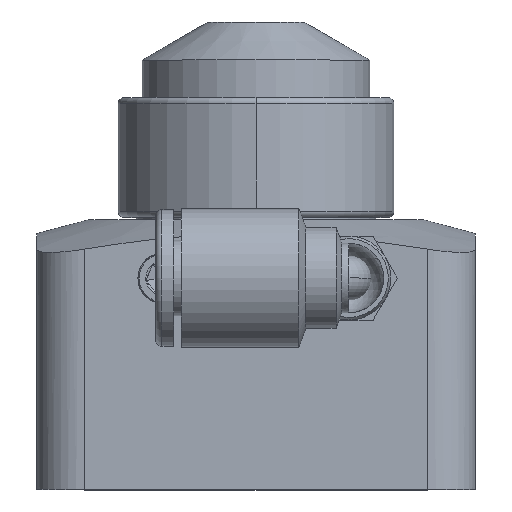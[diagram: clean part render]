
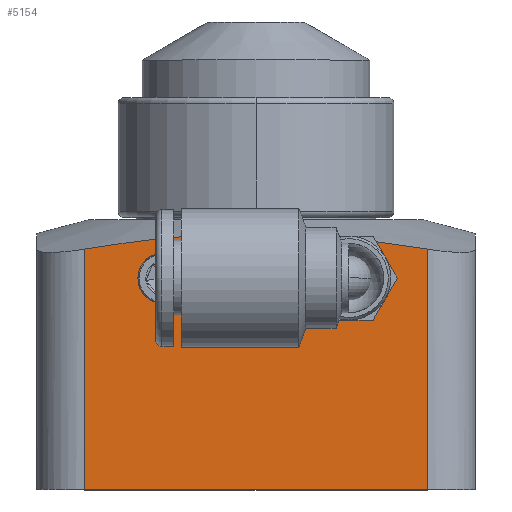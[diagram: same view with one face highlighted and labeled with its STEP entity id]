
A CAD part, top view. The second image highlights one B-rep face of the part: STEP entity #5154.
In plain terms, the highlighted planar face has unit normal (0, 0, 1).
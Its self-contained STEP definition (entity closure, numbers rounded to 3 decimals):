
#6=DIRECTION('',(1.,0.,0.));
#7=VECTOR('',#6,28.6);
#8=CARTESIAN_POINT('',(-14.3,0.,18.3));
#9=LINE('',#8,#7);
#87=CARTESIAN_POINT('',(-14.3,20.028,18.3));
#110=CARTESIAN_POINT('',(9.265,20.755,18.3));
#115=CARTESIAN_POINT('',(6.946,21.006,18.3));
#140=CARTESIAN_POINT('',(7.75,17.6,18.3));
#141=DIRECTION('',(0.,0.,1.));
#142=DIRECTION('',(-0.23,0.973,0.));
#143=AXIS2_PLACEMENT_3D('',#140,#141,#142);
#145=CARTESIAN_POINT('',(7.75,17.6,18.3));
#146=DIRECTION('',(0.,0.,1.));
#147=DIRECTION('',(0.,-1.,0.));
#148=AXIS2_PLACEMENT_3D('',#145,#146,#147);
#150=CARTESIAN_POINT('',(14.3,20.028,18.3));
#151=CARTESIAN_POINT('',(13.939,20.088,18.3));
#152=CARTESIAN_POINT('',(13.229,20.202,18.3));
#153=CARTESIAN_POINT('',(12.2,20.36,18.3));
#154=CARTESIAN_POINT('',(11.199,20.504,18.3));
#155=CARTESIAN_POINT('',(10.222,20.636,18.3));
#156=CARTESIAN_POINT('',(9.582,20.717,18.3));
#157=CARTESIAN_POINT('',(9.265,20.755,18.3));
#159=DIRECTION('',(0.,-1.,0.));
#160=VECTOR('',#159,20.028);
#161=CARTESIAN_POINT('',(14.3,20.028,18.3));
#162=LINE('',#161,#160);
#163=DIRECTION('',(0.,-1.,0.));
#164=VECTOR('',#163,20.028);
#165=CARTESIAN_POINT('',(-14.3,20.028,18.3));
#166=LINE('',#165,#164);
#167=CARTESIAN_POINT('',(6.946,21.006,18.3));
#168=CARTESIAN_POINT('',(6.615,21.038,18.3));
#169=CARTESIAN_POINT('',(5.954,21.097,18.3));
#170=CARTESIAN_POINT('',(4.965,21.173,18.3));
#171=CARTESIAN_POINT('',(3.975,21.236,18.3));
#172=CARTESIAN_POINT('',(2.984,21.285,18.3));
#173=CARTESIAN_POINT('',(1.991,21.321,18.3));
#174=CARTESIAN_POINT('',(0.996,21.343,18.3));
#175=CARTESIAN_POINT('',(0.,21.35,18.3));
#176=CARTESIAN_POINT('',(-0.996,21.343,18.3));
#177=CARTESIAN_POINT('',(-1.991,21.321,18.3));
#178=CARTESIAN_POINT('',(-2.984,21.285,18.3));
#179=CARTESIAN_POINT('',(-3.975,21.236,18.3));
#180=CARTESIAN_POINT('',(-4.965,21.173,18.3));
#181=CARTESIAN_POINT('',(-5.954,21.097,18.3));
#182=CARTESIAN_POINT('',(-6.946,21.008,18.3));
#183=CARTESIAN_POINT('',(-7.942,20.908,18.3));
#184=CARTESIAN_POINT('',(-8.947,20.795,18.3));
#185=CARTESIAN_POINT('',(-9.966,20.67,18.3));
#186=CARTESIAN_POINT('',(-11.002,20.532,18.3));
#187=CARTESIAN_POINT('',(-12.065,20.38,18.3));
#188=CARTESIAN_POINT('',(-13.159,20.213,18.3));
#189=CARTESIAN_POINT('',(-13.915,20.092,18.3));
#190=CARTESIAN_POINT('',(-14.3,20.028,18.3));
#192=CARTESIAN_POINT('',(-7.75,17.6,18.3));
#193=DIRECTION('',(0.,0.,1.));
#194=DIRECTION('',(-1.,0.,0.));
#195=AXIS2_PLACEMENT_3D('',#192,#193,#194);
#197=CARTESIAN_POINT('',(-7.75,17.6,18.3));
#198=DIRECTION('',(0.,0.,1.));
#199=DIRECTION('',(1.,0.,0.));
#200=AXIS2_PLACEMENT_3D('',#197,#198,#199);
#2411=CARTESIAN_POINT('',(14.3,20.028,18.3));
#4269=CARTESIAN_POINT('',(-14.3,0.,18.3));
#4271=VERTEX_POINT('',#4269);
#4282=CARTESIAN_POINT('',(14.3,0.,18.3));
#4284=VERTEX_POINT('',#4282);
#4291=VERTEX_POINT('',#87);
#4292=VERTEX_POINT('',#2411);
#4293=CARTESIAN_POINT('',(-9.85,17.6,18.3));
#4294=CARTESIAN_POINT('',(-5.65,17.6,18.3));
#4295=VERTEX_POINT('',#4293);
#4296=VERTEX_POINT('',#4294);
#4848=VERTEX_POINT('',#110);
#4849=VERTEX_POINT('',#115);
#4850=CARTESIAN_POINT('',(7.75,14.1,18.3));
#4851=VERTEX_POINT('',#4850);
#5132=CARTESIAN_POINT('',(-18.3,0.,18.3));
#5133=DIRECTION('',(0.,0.,1.));
#5134=DIRECTION('',(1.,0.,0.));
#5135=AXIS2_PLACEMENT_3D('',#5132,#5133,#5134);
#5136=PLANE('',#5135);
#5138=ORIENTED_EDGE('',*,*,#5137,.T.);
#5139=ORIENTED_EDGE('',*,*,#5116,.T.);
#5140=ORIENTED_EDGE('',*,*,#5093,.F.);
#5142=ORIENTED_EDGE('',*,*,#5141,.T.);
#5143=ORIENTED_EDGE('',*,*,#5009,.F.);
#5144=ORIENTED_EDGE('',*,*,#5063,.F.);
#5145=ORIENTED_EDGE('',*,*,#5078,.F.);
#5146=EDGE_LOOP('',(#5138,#5139,#5140,#5142,#5143,#5144,#5145));
#5147=FACE_OUTER_BOUND('',#5146,.F.);
#5149=ORIENTED_EDGE('',*,*,#5148,.T.);
#5151=ORIENTED_EDGE('',*,*,#5150,.T.);
#5152=EDGE_LOOP('',(#5149,#5151));
#5153=FACE_BOUND('',#5152,.F.);
#5154=ADVANCED_FACE('',(#5147,#5153),#5136,.T.);
#144=CIRCLE('',#143,3.5);
#149=CIRCLE('',#148,3.5);
#158=B_SPLINE_CURVE_WITH_KNOTS('',3,(#150,#151,#152,#153,#154,#155,#156,#157),
.UNSPECIFIED.,.F.,.F.,(4,1,1,1,1,4),(0.,0.2,0.4,0.6,0.8,1.),
.UNSPECIFIED.);
#191=B_SPLINE_CURVE_WITH_KNOTS('',3,(#167,#168,#169,#170,#171,#172,#173,#174,
#175,#176,#177,#178,#179,#180,#181,#182,#183,#184,#185,#186,#187,#188,#189,
#190),.UNSPECIFIED.,.F.,.F.,(4,1,1,1,1,1,1,1,1,1,1,1,1,1,1,1,1,1,1,1,1,4),(0.,
0.048,0.095,0.143,0.19,
0.238,0.286,0.333,0.381,
0.429,0.476,0.524,0.571,
0.619,0.667,0.714,0.762,
0.81,0.857,0.905,0.952,1.),
.UNSPECIFIED.);
#196=CIRCLE('',#195,2.1);
#201=CIRCLE('',#200,2.1);
#5009=EDGE_CURVE('',#4271,#4284,#9,.T.);
#5063=EDGE_CURVE('',#4291,#4271,#166,.T.);
#5078=EDGE_CURVE('',#4849,#4291,#191,.T.);
#5093=EDGE_CURVE('',#4292,#4848,#158,.T.);
#5116=EDGE_CURVE('',#4851,#4848,#149,.T.);
#5137=EDGE_CURVE('',#4849,#4851,#144,.T.);
#5141=EDGE_CURVE('',#4292,#4284,#162,.T.);
#5148=EDGE_CURVE('',#4295,#4296,#196,.T.);
#5150=EDGE_CURVE('',#4296,#4295,#201,.T.);
